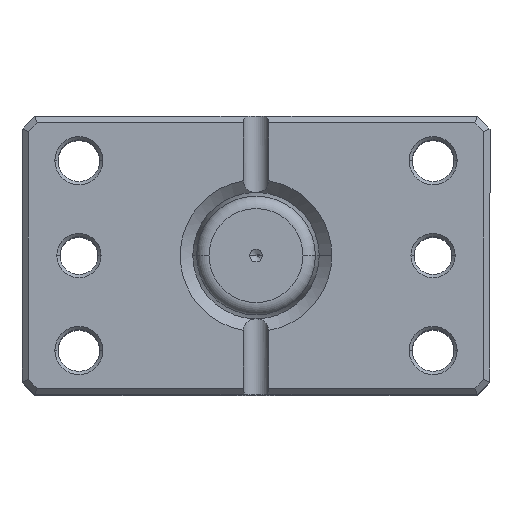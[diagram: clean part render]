
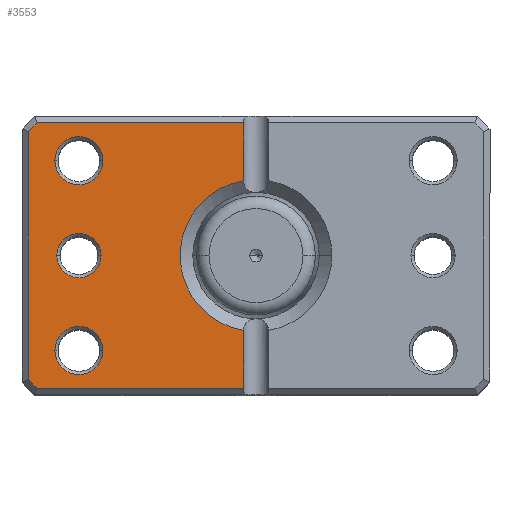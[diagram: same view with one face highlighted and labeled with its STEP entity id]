
A CAD part, top view. The second image highlights one B-rep face of the part: STEP entity #3553.
In plain terms, the highlighted face is planar.
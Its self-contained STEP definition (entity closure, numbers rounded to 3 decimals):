
#47 = LINE ( 'NONE', #3840, #6502 ) ;
#120 = VECTOR ( 'NONE', #2338, 1000. ) ;
#170 = ORIENTED_EDGE ( 'NONE', *, *, #2468, .T. ) ;
#231 = CARTESIAN_POINT ( 'NONE',  ( 31.5, 0., 0. ) ) ;
#296 = LINE ( 'NONE', #1664, #1548 ) ;
#316 = LINE ( 'NONE', #5103, #4432 ) ;
#394 = ORIENTED_EDGE ( 'NONE', *, *, #2288, .T. ) ;
#395 = VERTEX_POINT ( 'NONE', #5146 ) ;
#469 = CARTESIAN_POINT ( 'NONE',  ( 28., 0., 0. ) ) ;
#498 = EDGE_CURVE ( 'NONE', #4560, #5171, #3107, .T. ) ;
#516 = DIRECTION ( 'NONE',  ( 0., 0., 1. ) ) ;
#663 = CARTESIAN_POINT ( 'NONE',  ( 27.793, -27.793, 0. ) ) ;
#779 = ORIENTED_EDGE ( 'NONE', *, *, #4416, .T. ) ;
#985 = DIRECTION ( 'NONE',  ( 1., 0., 0. ) ) ;
#1009 = DIRECTION ( 'NONE',  ( 1., 0., 0. ) ) ;
#1075 = VECTOR ( 'NONE', #985, 1000. ) ;
#1098 = CARTESIAN_POINT ( 'NONE',  ( 34.586, -21., 0. ) ) ;
#1417 = ORIENTED_EDGE ( 'NONE', *, *, #4300, .T. ) ;
#1428 = FACE_BOUND ( 'NONE', #3148, .T. ) ;
#1548 = VECTOR ( 'NONE', #2683, 1000. ) ;
#1551 = EDGE_LOOP ( 'NONE', ( #3031, #170, #3200, #4563, #5472, #394, #1417, #779 ) ) ;
#1640 = EDGE_LOOP ( 'NONE', ( #6397, #6267 ) ) ;
#1664 = CARTESIAN_POINT ( 'NONE',  ( 2., 22., 0. ) ) ;
#1736 = VERTEX_POINT ( 'NONE', #5931 ) ;
#1737 = CIRCLE ( 'NONE', #4911, 12. ) ;
#1750 = CARTESIAN_POINT ( 'NONE',  ( 2., -21., 0. ) ) ;
#1822 = ORIENTED_EDGE ( 'NONE', *, *, #6548, .T. ) ;
#1927 = DIRECTION ( 'NONE',  ( 0., 1., 0. ) ) ;
#1931 = AXIS2_PLACEMENT_3D ( 'NONE', #2003, #5742, #2551 ) ;
#1953 = AXIS2_PLACEMENT_3D ( 'NONE', #469, #4227, #1009 ) ;
#2003 = CARTESIAN_POINT ( 'NONE',  ( 28., -15., 0. ) ) ;
#2054 = ORIENTED_EDGE ( 'NONE', *, *, #6874, .T. ) ;
#2085 = CIRCLE ( 'NONE', #2259, 3.8 ) ;
#2106 = CARTESIAN_POINT ( 'NONE',  ( 28., 15., 0. ) ) ;
#2259 = AXIS2_PLACEMENT_3D ( 'NONE', #2860, #6588, #3403 ) ;
#2288 = EDGE_CURVE ( 'NONE', #3812, #5706, #47, .T. ) ;
#2338 = DIRECTION ( 'NONE',  ( 0.707, -0.707, 0. ) ) ;
#2455 = CARTESIAN_POINT ( 'NONE',  ( 2., -11.832, 0. ) ) ;
#2468 = EDGE_CURVE ( 'NONE', #2953, #4811, #1737, .T. ) ;
#2525 = LINE ( 'NONE', #4732, #1075 ) ;
#2551 = DIRECTION ( 'NONE',  ( 1., 0., 0. ) ) ;
#2655 = DIRECTION ( 'NONE',  ( 1., 0., 0. ) ) ;
#2683 = DIRECTION ( 'NONE',  ( 0., 1., 0. ) ) ;
#2860 = CARTESIAN_POINT ( 'NONE',  ( 28., 15., 0. ) ) ;
#2897 = CARTESIAN_POINT ( 'NONE',  ( 28., 0., 0. ) ) ;
#2953 = VERTEX_POINT ( 'NONE', #2455 ) ;
#2979 = DIRECTION ( 'NONE',  ( -1., 0., 0. ) ) ;
#2991 = DIRECTION ( 'NONE',  ( 0., 0., 1. ) ) ;
#3006 = EDGE_CURVE ( 'NONE', #1736, #4253, #6475, .T. ) ;
#3031 = ORIENTED_EDGE ( 'NONE', *, *, #5398, .T. ) ;
#3105 = VERTEX_POINT ( 'NONE', #3308 ) ;
#3107 = CIRCLE ( 'NONE', #6146, 3.8 ) ;
#3148 = EDGE_LOOP ( 'NONE', ( #3818, #1822 ) ) ;
#3200 = ORIENTED_EDGE ( 'NONE', *, *, #5714, .T. ) ;
#3208 = DIRECTION ( 'NONE',  ( 0., 0., 1. ) ) ;
#3287 = CIRCLE ( 'NONE', #4656, 3.5 ) ;
#3308 = CARTESIAN_POINT ( 'NONE',  ( 24.5, 0., 0. ) ) ;
#3387 = AXIS2_PLACEMENT_3D ( 'NONE', #3751, #516, #4280 ) ;
#3403 = DIRECTION ( 'NONE',  ( 1., 0., 0. ) ) ;
#3436 = DIRECTION ( 'NONE',  ( 1., 0., 0. ) ) ;
#3525 = VECTOR ( 'NONE', #4420, 1000. ) ;
#3537 = CARTESIAN_POINT ( 'NONE',  ( 2., 22., 0. ) ) ;
#3543 = EDGE_CURVE ( 'NONE', #3105, #4635, #4271, .T. ) ;
#3553 = ADVANCED_FACE ( 'NONE', ( #5862, #1428, #5542, #4114 ), #5842, .F. ) ;
#3751 = CARTESIAN_POINT ( 'NONE',  ( 0., 0., 0. ) ) ;
#3812 = VERTEX_POINT ( 'NONE', #6521 ) ;
#3818 = ORIENTED_EDGE ( 'NONE', *, *, #3006, .T. ) ;
#3840 = CARTESIAN_POINT ( 'NONE',  ( 36., 0., 0. ) ) ;
#3864 = CARTESIAN_POINT ( 'NONE',  ( 24.2, 15., 0. ) ) ;
#4070 = EDGE_CURVE ( 'NONE', #4559, #395, #2525, .T. ) ;
#4114 = FACE_OUTER_BOUND ( 'NONE', #1551, .T. ) ;
#4157 = CARTESIAN_POINT ( 'NONE',  ( 31.8, 15., 0. ) ) ;
#4227 = DIRECTION ( 'NONE',  ( 0., 0., 1. ) ) ;
#4253 = VERTEX_POINT ( 'NONE', #5450 ) ;
#4271 = CIRCLE ( 'NONE', #1953, 3.5 ) ;
#4280 = DIRECTION ( 'NONE',  ( 1., 0., 0. ) ) ;
#4300 = EDGE_CURVE ( 'NONE', #5706, #5701, #4931, .T. ) ;
#4342 = EDGE_CURVE ( 'NONE', #5171, #4560, #2085, .T. ) ;
#4416 = EDGE_CURVE ( 'NONE', #5701, #5199, #316, .T. ) ;
#4420 = DIRECTION ( 'NONE',  ( -0.707, -0.707, 0. ) ) ;
#4432 = VECTOR ( 'NONE', #2979, 1000. ) ;
#4521 = ORIENTED_EDGE ( 'NONE', *, *, #3543, .T. ) ;
#4559 = VERTEX_POINT ( 'NONE', #6292 ) ;
#4560 = VERTEX_POINT ( 'NONE', #4157 ) ;
#4563 = ORIENTED_EDGE ( 'NONE', *, *, #4070, .T. ) ;
#4635 = VERTEX_POINT ( 'NONE', #231 ) ;
#4656 = AXIS2_PLACEMENT_3D ( 'NONE', #2897, #6621, #3436 ) ;
#4732 = CARTESIAN_POINT ( 'NONE',  ( 0., 21., 0. ) ) ;
#4811 = VERTEX_POINT ( 'NONE', #4839 ) ;
#4820 = LINE ( 'NONE', #3537, #6256 ) ;
#4839 = CARTESIAN_POINT ( 'NONE',  ( 2., 11.832, 0. ) ) ;
#4911 = AXIS2_PLACEMENT_3D ( 'NONE', #6197, #2991, #6710 ) ;
#4931 = LINE ( 'NONE', #663, #3525 ) ;
#5103 = CARTESIAN_POINT ( 'NONE',  ( 0., -21., 0. ) ) ;
#5146 = CARTESIAN_POINT ( 'NONE',  ( 34.586, 21., 0. ) ) ;
#5171 = VERTEX_POINT ( 'NONE', #3864 ) ;
#5199 = VERTEX_POINT ( 'NONE', #1750 ) ;
#5204 = AXIS2_PLACEMENT_3D ( 'NONE', #6396, #3208, #6920 ) ;
#5292 = EDGE_LOOP ( 'NONE', ( #4521, #2054 ) ) ;
#5385 = CARTESIAN_POINT ( 'NONE',  ( 36., -19.586, 0. ) ) ;
#5398 = EDGE_CURVE ( 'NONE', #5199, #2953, #4820, .T. ) ;
#5450 = CARTESIAN_POINT ( 'NONE',  ( 31.8, -15., 0. ) ) ;
#5472 = ORIENTED_EDGE ( 'NONE', *, *, #5727, .T. ) ;
#5493 = LINE ( 'NONE', #6072, #120 ) ;
#5542 = FACE_BOUND ( 'NONE', #1640, .T. ) ;
#5701 = VERTEX_POINT ( 'NONE', #1098 ) ;
#5706 = VERTEX_POINT ( 'NONE', #5385 ) ;
#5714 = EDGE_CURVE ( 'NONE', #4811, #4559, #296, .T. ) ;
#5727 = EDGE_CURVE ( 'NONE', #395, #3812, #5493, .T. ) ;
#5742 = DIRECTION ( 'NONE',  ( 0., 0., 1. ) ) ;
#5842 = PLANE ( 'NONE',  #3387 ) ;
#5845 = DIRECTION ( 'NONE',  ( 0., 0., 1. ) ) ;
#5862 = FACE_BOUND ( 'NONE', #5292, .T. ) ;
#5931 = CARTESIAN_POINT ( 'NONE',  ( 24.2, -15., 0. ) ) ;
#6048 = DIRECTION ( 'NONE',  ( 0., -1., 0. ) ) ;
#6072 = CARTESIAN_POINT ( 'NONE',  ( 27.793, 27.793, 0. ) ) ;
#6138 = CIRCLE ( 'NONE', #1931, 3.8 ) ;
#6146 = AXIS2_PLACEMENT_3D ( 'NONE', #2106, #5845, #2655 ) ;
#6197 = CARTESIAN_POINT ( 'NONE',  ( 0., 0., 0. ) ) ;
#6256 = VECTOR ( 'NONE', #1927, 1000. ) ;
#6267 = ORIENTED_EDGE ( 'NONE', *, *, #498, .T. ) ;
#6292 = CARTESIAN_POINT ( 'NONE',  ( 2., 21., 0. ) ) ;
#6396 = CARTESIAN_POINT ( 'NONE',  ( 28., -15., 0. ) ) ;
#6397 = ORIENTED_EDGE ( 'NONE', *, *, #4342, .T. ) ;
#6475 = CIRCLE ( 'NONE', #5204, 3.8 ) ;
#6502 = VECTOR ( 'NONE', #6048, 1000. ) ;
#6521 = CARTESIAN_POINT ( 'NONE',  ( 36., 19.586, 0. ) ) ;
#6548 = EDGE_CURVE ( 'NONE', #4253, #1736, #6138, .T. ) ;
#6588 = DIRECTION ( 'NONE',  ( 0., 0., 1. ) ) ;
#6621 = DIRECTION ( 'NONE',  ( 0., 0., 1. ) ) ;
#6710 = DIRECTION ( 'NONE',  ( 1., 0., 0. ) ) ;
#6874 = EDGE_CURVE ( 'NONE', #4635, #3105, #3287, .T. ) ;
#6920 = DIRECTION ( 'NONE',  ( 1., 0., 0. ) ) ;
